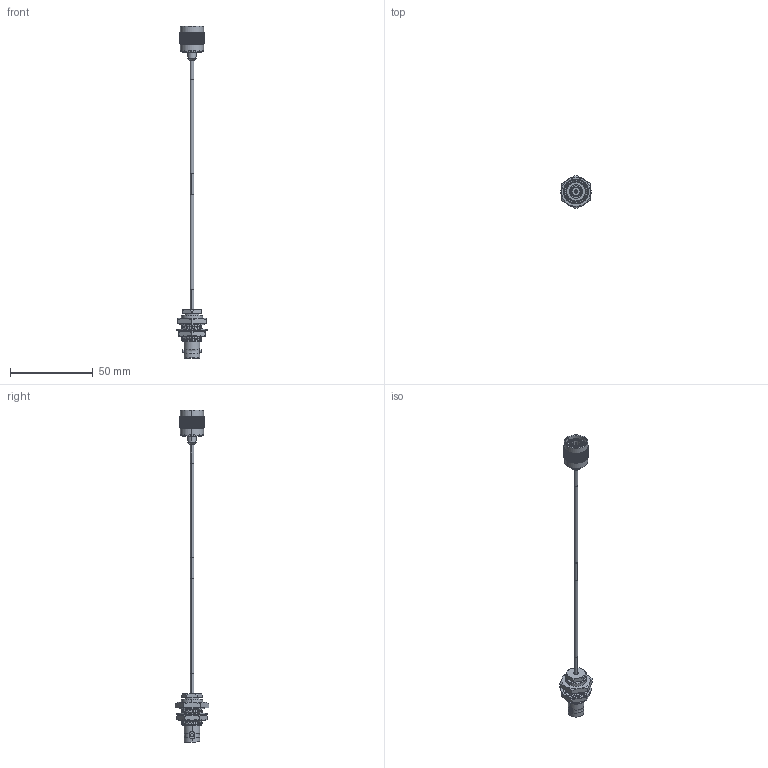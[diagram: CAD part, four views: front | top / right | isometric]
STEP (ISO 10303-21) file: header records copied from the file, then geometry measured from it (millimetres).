
FILE_DESCRIPTION (( 'STEP AP214' ), '1' );
FILE_NAME ('LCCA30592.step', '2020-06-23T22:37:44', ( '' ), ( '' ), 'SwSTEP 2.0', 'SolidWorks 2018', '' );
FILE_SCHEMA (( 'AUTOMOTIVE_DESIGN' ));
Length unit declared in the file: inch
Products named in the file (6): LCCN3066; 1AW01-002_.08 ID; LC085TB (085 FORMABLE); LCCN3044_HS; LCCA30592; LCCN3058
Assembly tree (6 placements, depth 2):
  LCCA30592
    LC085TB (085 FORMABLE)
    1AW01-002_.08 ID  x2
    LCCN3066
    LCCN3058
    LCCN3044_HS
Bounding box: 18.34 x 20.16 x 200.41 mm (x, y, z)
Volume: 5777.9 mm3; surface area: 6892.8 mm2
Topology: 9 solids, 9 shells, 2453 faces, 5412 edges, 2995 vertices
Faces by surface type: bspline 1766, cylinder 507, plane 110, cone 58, torus 12
Entity records: 111862 total; most frequent: CARTESIAN_POINT 76944, ORIENTED_EDGE 10800, EDGE_CURVE 5400, VERTEX_POINT 2987, DIRECTION 2641, EDGE_LOOP 2473, FACE_OUTER_BOUND 2447, ADVANCED_FACE 2447
